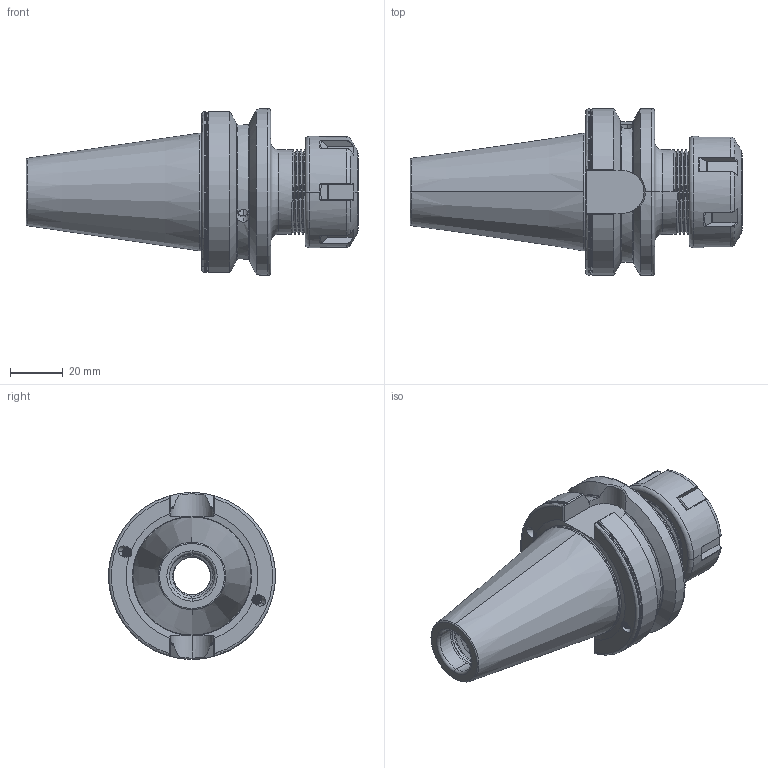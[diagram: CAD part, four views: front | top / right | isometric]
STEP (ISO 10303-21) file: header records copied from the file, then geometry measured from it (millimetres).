
FILE_DESCRIPTION (( 'STEP AP203' ), '1' );
FILE_NAME ('DC.406.02.16.STEP', '2017-10-18T01:41:38', ( '' ), ( '' ), 'SwSTEP 2.0', 'SolidWorks 2012', '' );
FILE_SCHEMA (( 'CONFIG_CONTROL_DESIGN' ));
Length unit declared in the file: millimetre
Products named in the file (3): DC.406.02.16; 2-01.100.0250200C7_ER25螺帽(六溝)
Assembly tree (2 placements, depth 2):
  DC.406.02.16
    DC.406.02.16
    2-01.100.0250200C7_ER25螺帽(六溝)
Bounding box: 125.4 x 63 x 63 mm (x, y, z)
Volume: 136247.1 mm3; surface area: 37230 mm2
Topology: 2 solids, 2 shells, 362 faces, 967 edges, 609 vertices
Faces by surface type: cylinder 131, plane 76, torus 69, bspline 54, cone 32
Entity records: 23339 total; most frequent: CARTESIAN_POINT 15114, ORIENTED_EDGE 1934, DIRECTION 1361, EDGE_CURVE 967, VERTEX_POINT 609, AXIS2_PLACEMENT_3D 556, EDGE_LOOP 374, ADVANCED_FACE 362
